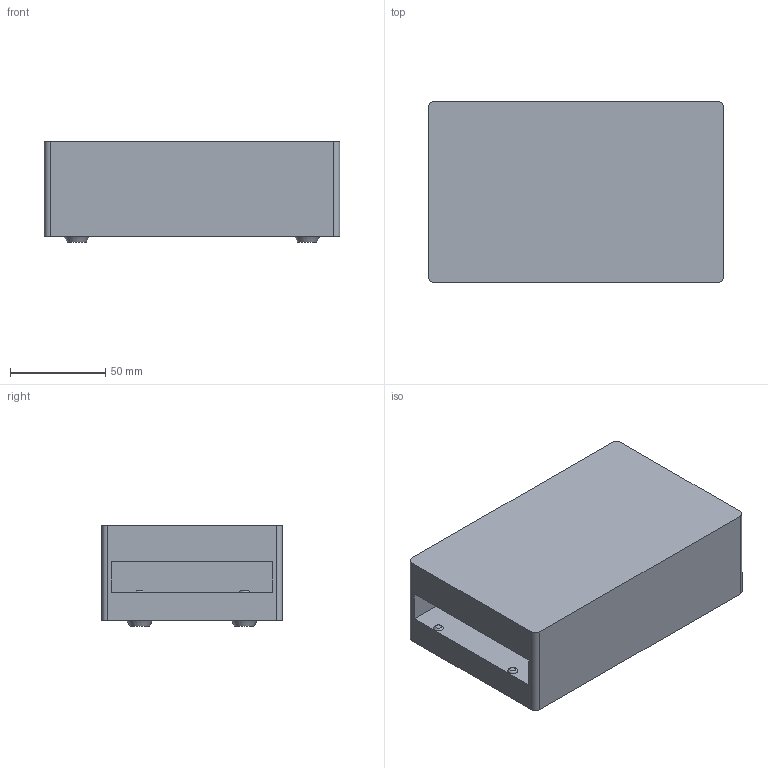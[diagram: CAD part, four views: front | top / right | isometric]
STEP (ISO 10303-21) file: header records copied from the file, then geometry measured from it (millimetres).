
FILE_DESCRIPTION(/* description */ (''),/* implementation_level */ '2;1');
FILE_NAME(/* name */ 'byonoy_absorbance96.step',/* time_stamp */ '2023-05-06T21:28:47+09:00',/* author */ (''),/* organization */ (''),/* preprocessor_version */ 'ST-DEVELOPER v19.2',/* originating_system */ 'Autodesk Translation Framework v12.4.0.73',/* authorisation */ '');
FILE_SCHEMA (('AUTOMOTIVE_DESIGN { 1 0 10303 214 3 1 1 }'));
Length unit declared in the file: millimetre
Products named in the file (1): byonoy_absorbance96
Bounding box: 155 x 95 x 53 mm (x, y, z)
Volume: 539928.3 mm3; surface area: 85138.2 mm2
Topology: 5 solids, 5 shells, 48 faces, 87 edges, 58 vertices
Faces by surface type: plane 33, cylinder 9, cone 5, torus 1
Full cylindrical faces by diameter (mm): 14 x5
Entity records: 1225 total; most frequent: DIRECTION 216, CARTESIAN_POINT 194, ORIENTED_EDGE 174, EDGE_CURVE 87, AXIS2_PLACEMENT_3D 80, VERTEX_POINT 58, EDGE_LOOP 57, LINE 56
